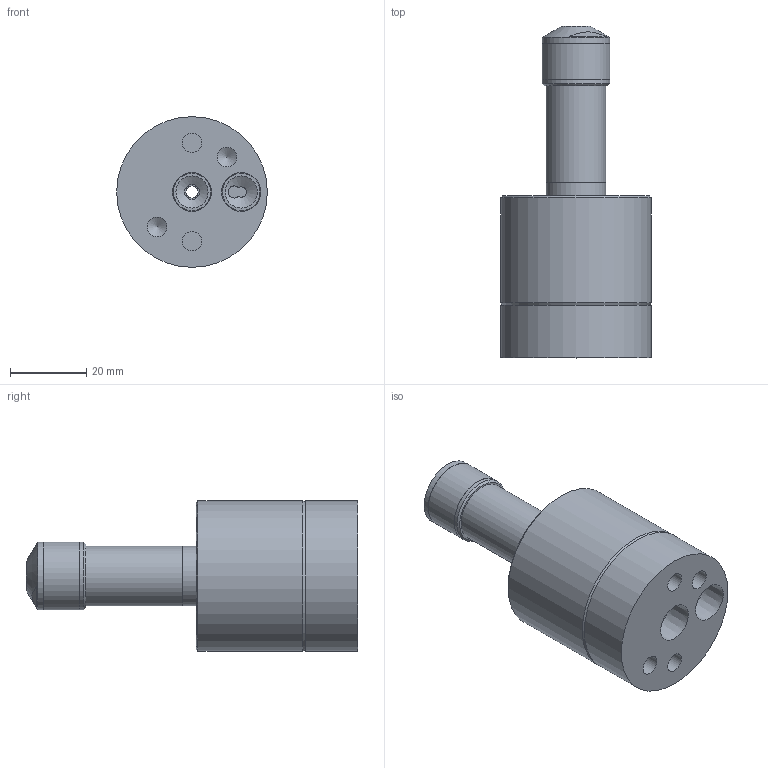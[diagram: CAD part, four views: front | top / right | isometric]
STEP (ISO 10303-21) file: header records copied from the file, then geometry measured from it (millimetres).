
FILE_DESCRIPTION (( 'STEP AP214' ), '1' );
FILE_NAME ('CTSC-001619.STEP', '2026-03-13T12:27:16', ( '' ), ( '' ), 'SwSTEP 2.0', 'SolidWorks 2023', '' );
FILE_SCHEMA (( 'AUTOMOTIVE_DESIGN' ));
Length unit declared in the file: millimetre
Products named in the file (1): CTSC-001619
Bounding box: 39.62 x 87.3 x 39.62 mm (x, y, z)
Volume: 58299.5 mm3; surface area: 16035.1 mm2
Topology: 6 solids, 6 shells, 71 faces, 130 edges, 84 vertices
Faces by surface type: plane 31, cylinder 25, cone 12, torus 3
Full cylindrical faces by diameter (mm): 3.175 x1, 3.969 x1, 5.105 x2, 5.16 x2, 5.41 x1, 6.35 x1, 7.722 x1, 7.874 x1, 7.988 x3, 8.433 x2, 9.08 x1, 9.652 x1, 15.697 x2, 17.755 x3, 39.624 x2
Entity records: 2180 total; most frequent: CARTESIAN_POINT 318, DIRECTION 290, ORIENTED_EDGE 170, AXIS2_PLACEMENT_3D 140, EDGE_LOOP 133, FACE_OUTER_BOUND 96, EDGE_CURVE 85, VERTEX_POINT 76
